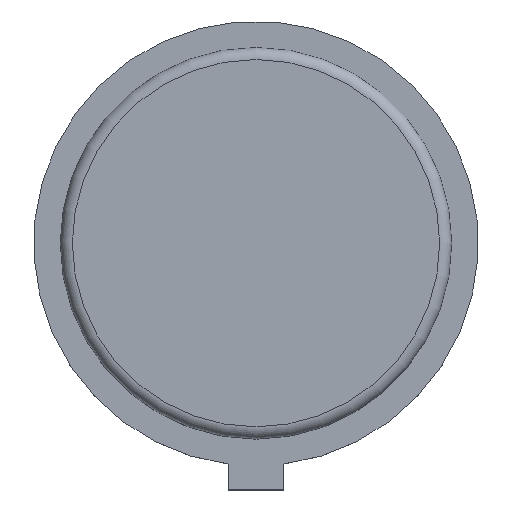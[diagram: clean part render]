
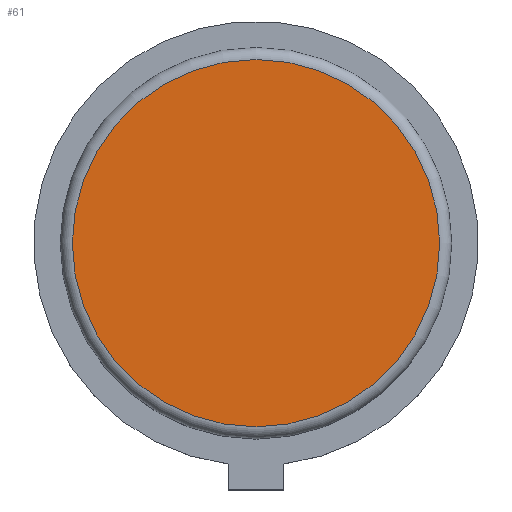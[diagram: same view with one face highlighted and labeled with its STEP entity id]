
A CAD part, top view. The second image highlights one B-rep face of the part: STEP entity #61.
In plain terms, the highlighted planar face has unit normal (0, 0, 1).
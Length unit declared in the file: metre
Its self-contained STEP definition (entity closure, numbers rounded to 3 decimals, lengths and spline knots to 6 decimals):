
#61 = ADVANCED_FACE( '', ( #130 ), #131, .T. );
#130 = FACE_OUTER_BOUND( '', #199, .T. );
#131 = PLANE( '', #200 );
#199 = EDGE_LOOP( '', ( #294 ) );
#200 = AXIS2_PLACEMENT_3D( '', #295, #296, #297 );
#294 = ORIENTED_EDGE( '', *, *, #368, .T. );
#295 = CARTESIAN_POINT( '', ( 0., -0.00025, 0.0042 ) );
#296 = DIRECTION( '', ( 0., 0., 1. ) );
#297 = DIRECTION( '', ( 1., 0., 0. ) );
#368 = EDGE_CURVE( '', #425, #425, #426, .T. );
#425 = VERTEX_POINT( '', #493 );
#426 = CIRCLE( '', #494, 0.0038 );
#493 = CARTESIAN_POINT( '', ( 0.0038, 0., 0.0042 ) );
#494 = AXIS2_PLACEMENT_3D( '', #547, #548, #549 );
#547 = CARTESIAN_POINT( '', ( 0., 0., 0.0042 ) );
#548 = DIRECTION( '', ( 0., 0., 1. ) );
#549 = DIRECTION( '', ( 1., 0., 0. ) );
